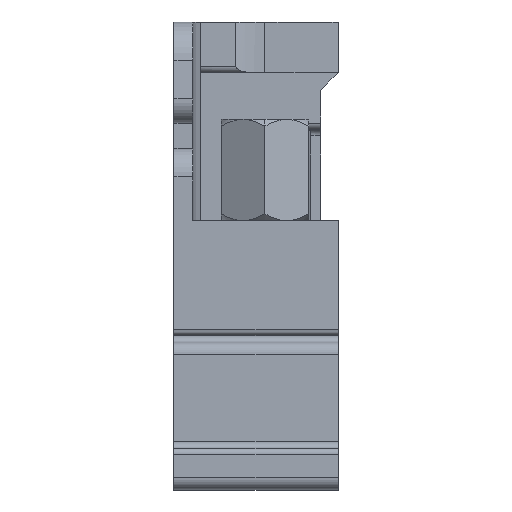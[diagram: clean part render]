
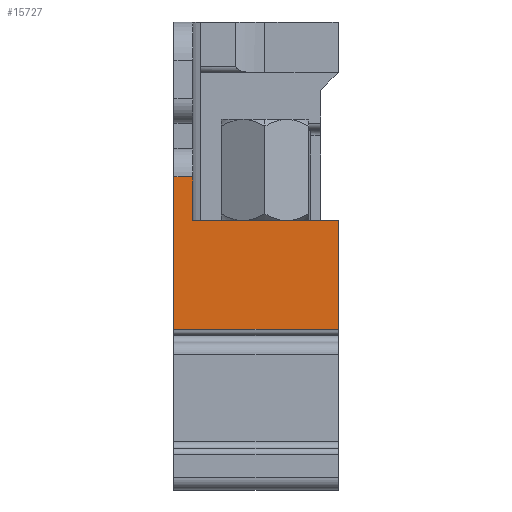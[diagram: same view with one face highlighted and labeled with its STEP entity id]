
A CAD part, left-side view. The second image highlights one B-rep face of the part: STEP entity #15727.
In plain terms, the highlighted planar face has unit normal (-1, 0, 0).
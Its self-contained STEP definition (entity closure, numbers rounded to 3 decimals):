
#729 = DIRECTION ( 'NONE',  ( 0., 0., 1. ) ) ;
#2837 = FACE_OUTER_BOUND ( 'NONE', #25839, .T. ) ;
#3037 = VECTOR ( 'NONE', #5409, 1000. ) ;
#3450 = DIRECTION ( 'NONE',  ( 0., 0., 1. ) ) ;
#3680 = CARTESIAN_POINT ( 'NONE',  ( -38.85, 13., 21.2 ) ) ;
#3811 = CARTESIAN_POINT ( 'NONE',  ( -38.85, 13., 18.15 ) ) ;
#5409 = DIRECTION ( 'NONE',  ( 0., 0., 1. ) ) ;
#5873 = LINE ( 'NONE', #26139, #15225 ) ;
#6006 = VECTOR ( 'NONE', #29978, 1000. ) ;
#6127 = CARTESIAN_POINT ( 'NONE',  ( -38.85, 10.9, 14.7 ) ) ;
#6919 = VECTOR ( 'NONE', #23709, 1000. ) ;
#8362 = ORIENTED_EDGE ( 'NONE', *, *, #21821, .T. ) ;
#8365 = ORIENTED_EDGE ( 'NONE', *, *, #28690, .T. ) ;
#8382 = DIRECTION ( 'NONE',  ( 1., 0., 0. ) ) ;
#10990 = EDGE_CURVE ( 'NONE', #36477, #34990, #30656, .T. ) ;
#12656 = CARTESIAN_POINT ( 'NONE',  ( -38.85, 13., 6.1 ) ) ;
#14633 = PLANE ( 'NONE',  #15226 ) ;
#15108 = DIRECTION ( 'NONE',  ( 0., -1., 0. ) ) ;
#15225 = VECTOR ( 'NONE', #3450, 1000. ) ;
#15226 = AXIS2_PLACEMENT_3D ( 'NONE', #25736, #8382, #34213 ) ;
#15727 = ADVANCED_FACE ( 'NONE', ( #2837 ), #14633, .F. ) ;
#16772 = CARTESIAN_POINT ( 'NONE',  ( -38.85, 11.5, 18.15 ) ) ;
#16993 = CARTESIAN_POINT ( 'NONE',  ( -38.85, 11.5, 21.7 ) ) ;
#17328 = LINE ( 'NONE', #3680, #25018 ) ;
#18072 = LINE ( 'NONE', #6127, #22447 ) ;
#19346 = CARTESIAN_POINT ( 'NONE',  ( -38.85, 0., 6.1 ) ) ;
#20147 = CARTESIAN_POINT ( 'NONE',  ( -38.85, 11.5, 14.7 ) ) ;
#20904 = CARTESIAN_POINT ( 'NONE',  ( -38.85, 13., 18.15 ) ) ;
#21433 = EDGE_CURVE ( 'NONE', #36477, #23894, #18072, .T. ) ;
#21821 = EDGE_CURVE ( 'NONE', #34106, #33723, #35731, .T. ) ;
#22447 = VECTOR ( 'NONE', #15108, 1000. ) ;
#23709 = DIRECTION ( 'NONE',  ( 0., -1., 0. ) ) ;
#23818 = EDGE_CURVE ( 'NONE', #34106, #32638, #17328, .T. ) ;
#23894 = VERTEX_POINT ( 'NONE', #34854 ) ;
#25018 = VECTOR ( 'NONE', #729, 1000. ) ;
#25240 = ORIENTED_EDGE ( 'NONE', *, *, #21433, .F. ) ;
#25736 = CARTESIAN_POINT ( 'NONE',  ( -38.85, 13., 21.7 ) ) ;
#25839 = EDGE_LOOP ( 'NONE', ( #8365, #25240, #29711, #29919, #26163, #8362 ) ) ;
#25868 = CARTESIAN_POINT ( 'NONE',  ( -38.85, 13., 6.1 ) ) ;
#26139 = CARTESIAN_POINT ( 'NONE',  ( -38.85, 0., 21.7 ) ) ;
#26163 = ORIENTED_EDGE ( 'NONE', *, *, #23818, .F. ) ;
#28690 = EDGE_CURVE ( 'NONE', #33723, #23894, #5873, .T. ) ;
#29058 = LINE ( 'NONE', #3811, #6919 ) ;
#29711 = ORIENTED_EDGE ( 'NONE', *, *, #10990, .T. ) ;
#29919 = ORIENTED_EDGE ( 'NONE', *, *, #32384, .F. ) ;
#29978 = DIRECTION ( 'NONE',  ( 0., -1., 0. ) ) ;
#30656 = LINE ( 'NONE', #16993, #3037 ) ;
#32384 = EDGE_CURVE ( 'NONE', #32638, #34990, #29058, .T. ) ;
#32638 = VERTEX_POINT ( 'NONE', #20904 ) ;
#33723 = VERTEX_POINT ( 'NONE', #19346 ) ;
#34106 = VERTEX_POINT ( 'NONE', #25868 ) ;
#34213 = DIRECTION ( 'NONE',  ( 0., 0., 1. ) ) ;
#34854 = CARTESIAN_POINT ( 'NONE',  ( -38.85, 0., 14.7 ) ) ;
#34990 = VERTEX_POINT ( 'NONE', #16772 ) ;
#35731 = LINE ( 'NONE', #12656, #6006 ) ;
#36477 = VERTEX_POINT ( 'NONE', #20147 ) ;
